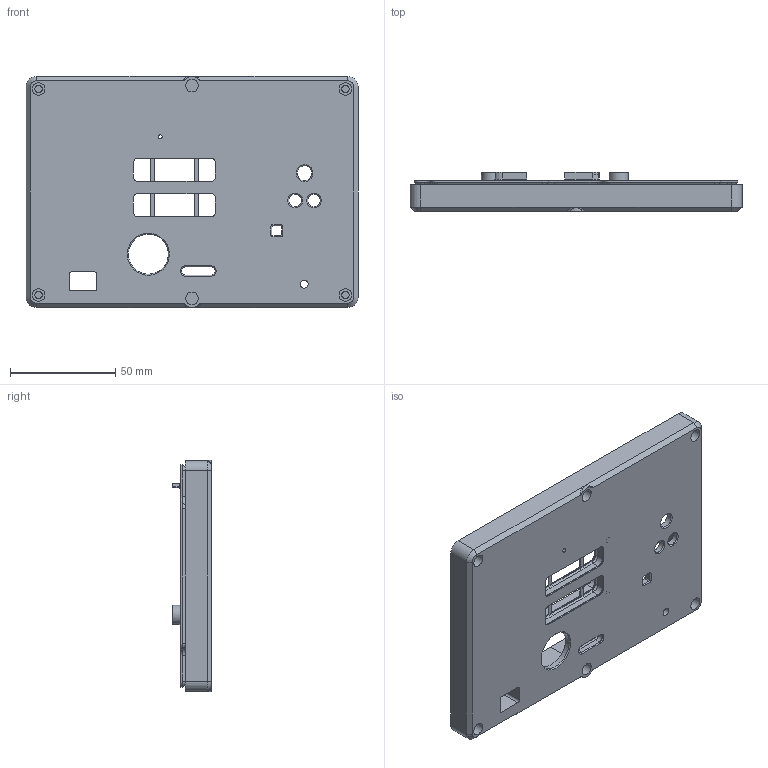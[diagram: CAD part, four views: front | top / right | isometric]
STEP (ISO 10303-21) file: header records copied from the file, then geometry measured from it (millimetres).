
FILE_DESCRIPTION(/* description */ (''),/* implementation_level */ '2;1');
FILE_NAME(/* name */ 'base.step',/* time_stamp */ '2022-01-25T15:50:45+01:00',/* author */ (''),/* organization */ (''),/* preprocessor_version */ 'ST-DEVELOPER v18.1',/* originating_system */ 'Autodesk Translation Framework v10.13.0.1454',/* authorisation */ '');
FILE_SCHEMA (('AUTOMOTIVE_DESIGN { 1 0 10303 214 3 1 1 }'));
Length unit declared in the file: millimetre
Products named in the file (1): FusionComponent
Bounding box: 158 x 18.53 x 110 mm (x, y, z)
Surface area: 53760.6 mm2 (no closed solid volume)
Topology: 0 solids, 1 shells, 569 faces, 1403 edges, 857 vertices
Faces by surface type: plane 284, cylinder 186, cone 59, torus 28, bspline 8, sphere 4
Full cylindrical faces by diameter (mm): 2 x1, 2.76 x2, 3.2 x2, 3.5 x6, 3.8 x1, 4 x6, 6 x8, 7 x1, 9.2 x2, 19 x1
Entity records: 16947 total; most frequent: CARTESIAN_POINT 3091, DIRECTION 3015, ORIENTED_EDGE 2798, EDGE_CURVE 1399, AXIS2_PLACEMENT_3D 1069, LINE 877, VECTOR 877, VERTEX_POINT 861
